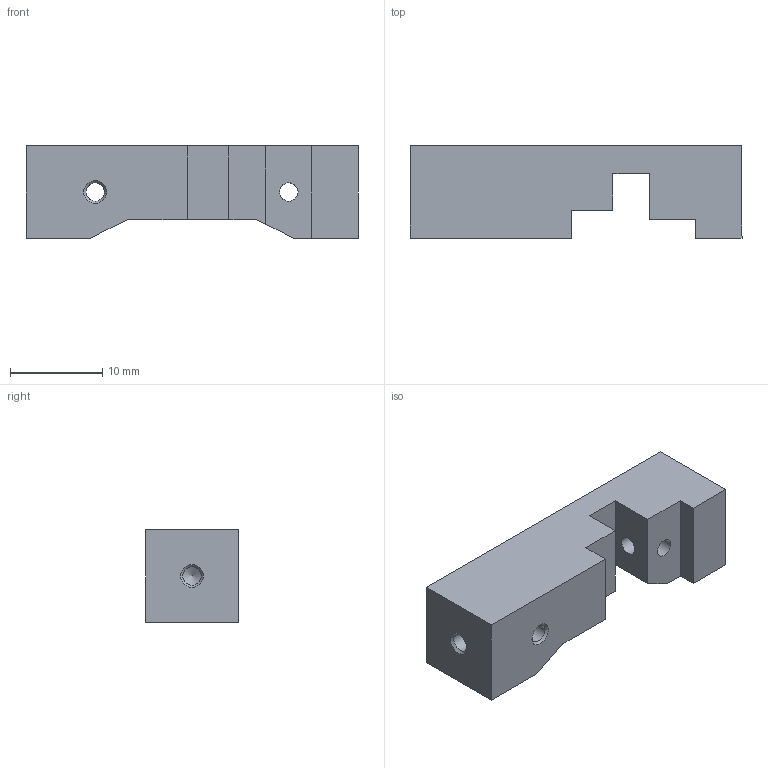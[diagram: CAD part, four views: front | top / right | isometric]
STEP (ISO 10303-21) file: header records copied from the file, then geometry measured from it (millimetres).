
FILE_DESCRIPTION(/* description */ (''),/* implementation_level */ '2;1');
FILE_NAME(/* name */ 'Aladdin_00287_05_v3.stp',/* time_stamp */ '2024-12-19T15:54:47+01:00',/* author */ (''),/* organization */ (''),/* preprocessor_version */ 'ST-DEVELOPER v19.4',/* originating_system */ 'SIEMENS PLM Software NX2306.9102',/* authorisation */ '');
FILE_SCHEMA (('AUTOMOTIVE_DESIGN { 1 0 10303 214 3 1 1 1 }'));
Length unit declared in the file: millimetre
Products named in the file (1): 00287_05_v3_objects
Bounding box: 36 x 10 x 10 mm (x, y, z)
Volume: 2700.3 mm3; surface area: 1775.6 mm2
Topology: 1 solids, 1 shells, 32 faces, 89 edges, 55 vertices
Faces by surface type: plane 18, cylinder 8, cone 6
Full cylindrical faces by diameter (mm): 2 x8
Entity records: 953 total; most frequent: DIRECTION 158, CARTESIAN_POINT 153, ORIENTED_EDGE 138, EDGE_CURVE 69, AXIS2_PLACEMENT_3D 55, EDGE_LOOP 52, VERTEX_POINT 50, LINE 48
